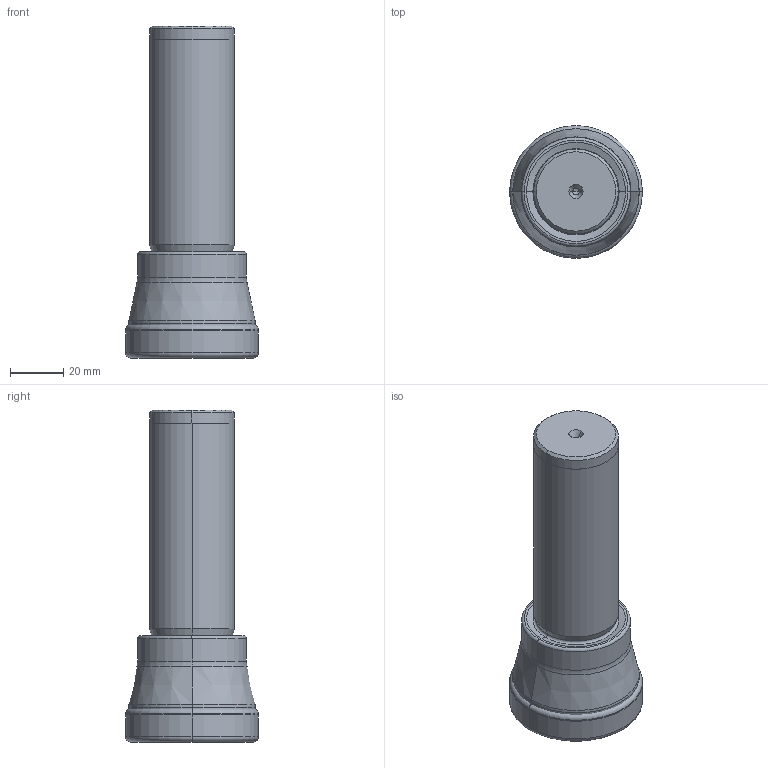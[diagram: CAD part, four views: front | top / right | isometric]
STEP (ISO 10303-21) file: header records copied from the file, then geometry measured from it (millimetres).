
FILE_DESCRIPTION(/* description */ (''),/* implementation_level */ '2;1');
FILE_NAME(/* name */ 'ASX400R503S32_MR2_0.stp',/* time_stamp */ '2021-09-08T11:41:33+09:00',/* author */ (''),/* organization */ (''),/* preprocessor_version */ 'ST-DEVELOPER v16',/* originating_system */ 'SIEMENS PLM Software NX 10.0',/* authorisation */ '');
FILE_SCHEMA (('AUTOMOTIVE_DESIGN { 1 0 10303 214 3 1 1 1 }'));
Length unit declared in the file: millimetre
Products named in the file (1): ASX400R503S32_MR2_0_ASM
Bounding box: 50 x 50 x 125 mm (x, y, z)
Volume: 144804.1 mm3; surface area: 22678.2 mm2
Topology: 2 solids, 2 shells, 83 faces, 209 edges, 150 vertices
Faces by surface type: cone 38, torus 22, cylinder 16, plane 7
Entity records: 2678 total; most frequent: DIRECTION 537, CARTESIAN_POINT 421, ORIENTED_EDGE 384, AXIS2_PLACEMENT_3D 236, EDGE_CURVE 192, CIRCLE 142, VERTEX_POINT 117, EDGE_LOOP 89
